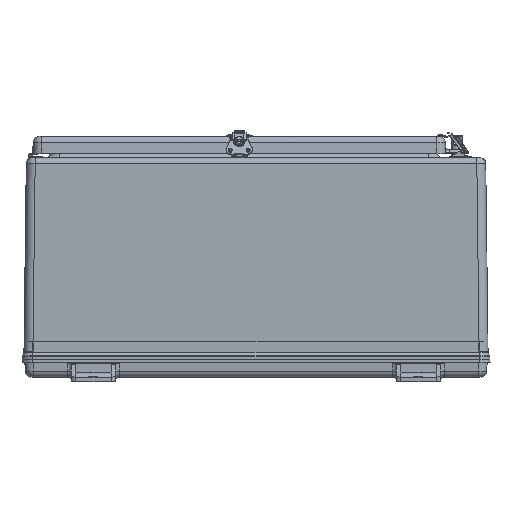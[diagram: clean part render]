
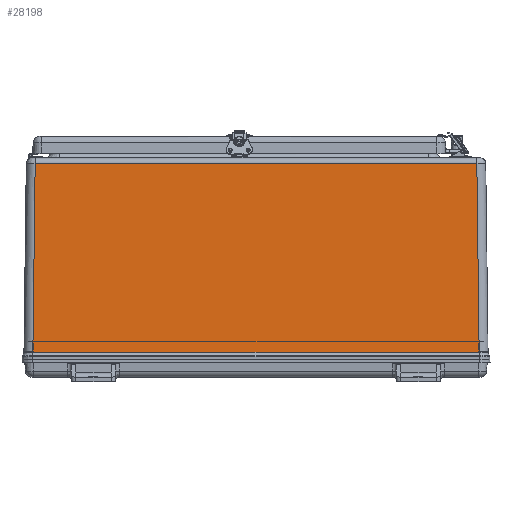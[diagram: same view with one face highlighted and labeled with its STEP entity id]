
A CAD part, front view. The second image highlights one B-rep face of the part: STEP entity #28198.
In plain terms, the highlighted planar face has unit normal (0, -1, 0.012).
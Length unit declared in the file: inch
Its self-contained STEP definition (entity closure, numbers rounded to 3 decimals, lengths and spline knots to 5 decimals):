
#937 = CARTESIAN_POINT ( 'NONE',  ( -13.0308, -15.52405, 0. ) ) ;
#6742 = LINE ( 'NONE', #39047, #84361 ) ;
#7399 = EDGE_CURVE ( 'NONE', #58757, #75293, #77602, .T. ) ;
#7910 = DIRECTION ( 'NONE',  ( 0., -1., 0.012 ) ) ;
#11485 = EDGE_CURVE ( 'NONE', #32455, #58757, #47344, .T. ) ;
#15872 = VECTOR ( 'NONE', #34092, 39.37008 ) ;
#16949 = EDGE_CURVE ( 'NONE', #32455, #85503, #65313, .T. ) ;
#20853 = ORIENTED_EDGE ( 'NONE', *, *, #83993, .F. ) ;
#22738 = DIRECTION ( 'NONE',  ( 1., 0., 0. ) ) ;
#24005 = CARTESIAN_POINT ( 'NONE',  ( -12.53081, -15.52435, -0.02432 ) ) ;
#24437 = ORIENTED_EDGE ( 'NONE', *, *, #11485, .F. ) ;
#25880 = ORIENTED_EDGE ( 'NONE', *, *, #16949, .T. ) ;
#26161 = EDGE_CURVE ( 'NONE', #85503, #62480, #29972, .T. ) ;
#28198 = ADVANCED_FACE ( 'NONE', ( #40799 ), #46583, .T. ) ;
#29972 = LINE ( 'NONE', #78504, #15872 ) ;
#30589 = DIRECTION ( 'NONE',  ( 0., -0.012, -1. ) ) ;
#31144 = CARTESIAN_POINT ( 'NONE',  ( 12.53081, -15.52435, -0.02432 ) ) ;
#32455 = VERTEX_POINT ( 'NONE', #96940 ) ;
#34092 = DIRECTION ( 'NONE',  ( -0.012, -0.012, -1. ) ) ;
#34481 = VECTOR ( 'NONE', #74575, 39.37008 ) ;
#37621 = VECTOR ( 'NONE', #46352, 39.37008 ) ;
#39047 = CARTESIAN_POINT ( 'NONE',  ( -12.53081, -15.5242, -0.01216 ) ) ;
#39648 = AXIS2_PLACEMENT_3D ( 'NONE', #937, #7910, #30589 ) ;
#40799 = FACE_OUTER_BOUND ( 'NONE', #82226, .T. ) ;
#46352 = DIRECTION ( 'NONE',  ( 0., -0.012, -1. ) ) ;
#46583 = PLANE ( 'NONE',  #39648 ) ;
#47344 = LINE ( 'NONE', #95963, #34481 ) ;
#48360 = CARTESIAN_POINT ( 'NONE',  ( 12.53082, -15.52405, 0. ) ) ;
#49820 = ORIENTED_EDGE ( 'NONE', *, *, #84373, .T. ) ;
#54977 = ORIENTED_EDGE ( 'NONE', *, *, #26161, .T. ) ;
#55649 = CARTESIAN_POINT ( 'NONE',  ( -12.40107, -15.39428, 10.56397 ) ) ;
#58196 = LINE ( 'NONE', #90116, #95930 ) ;
#58757 = VERTEX_POINT ( 'NONE', #48360 ) ;
#60627 = CARTESIAN_POINT ( 'NONE',  ( -13.0308, -15.39428, 10.56397 ) ) ;
#62480 = VERTEX_POINT ( 'NONE', #78355 ) ;
#65313 = LINE ( 'NONE', #60627, #73572 ) ;
#69404 = CARTESIAN_POINT ( 'NONE',  ( 12.53081, -15.5242, -0.01216 ) ) ;
#71609 = ORIENTED_EDGE ( 'NONE', *, *, #7399, .F. ) ;
#73572 = VECTOR ( 'NONE', #83061, 39.37008 ) ;
#74185 = VERTEX_POINT ( 'NONE', #24005 ) ;
#74575 = DIRECTION ( 'NONE',  ( 0.012, -0.012, -1. ) ) ;
#75293 = VERTEX_POINT ( 'NONE', #31144 ) ;
#75526 = DIRECTION ( 'NONE',  ( 0., 0.012, 1. ) ) ;
#77602 = LINE ( 'NONE', #69404, #37621 ) ;
#78355 = CARTESIAN_POINT ( 'NONE',  ( -12.53082, -15.52405, 0. ) ) ;
#78504 = CARTESIAN_POINT ( 'NONE',  ( -12.40107, -15.39428, 10.56397 ) ) ;
#82226 = EDGE_LOOP ( 'NONE', ( #54977, #20853, #49820, #71609, #24437, #25880 ) ) ;
#83061 = DIRECTION ( 'NONE',  ( -1., 0., 0. ) ) ;
#83993 = EDGE_CURVE ( 'NONE', #74185, #62480, #6742, .T. ) ;
#84361 = VECTOR ( 'NONE', #75526, 39.37008 ) ;
#84373 = EDGE_CURVE ( 'NONE', #74185, #75293, #58196, .T. ) ;
#85503 = VERTEX_POINT ( 'NONE', #55649 ) ;
#90116 = CARTESIAN_POINT ( 'NONE',  ( -13.0308, -15.52435, -0.02432 ) ) ;
#95930 = VECTOR ( 'NONE', #22738, 39.37008 ) ;
#95963 = CARTESIAN_POINT ( 'NONE',  ( 12.52895, -15.52216, 0.15389 ) ) ;
#96940 = CARTESIAN_POINT ( 'NONE',  ( 12.40107, -15.39428, 10.56397 ) ) ;
